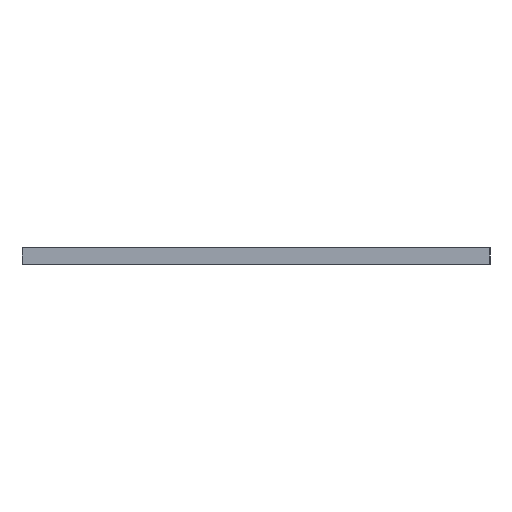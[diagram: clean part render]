
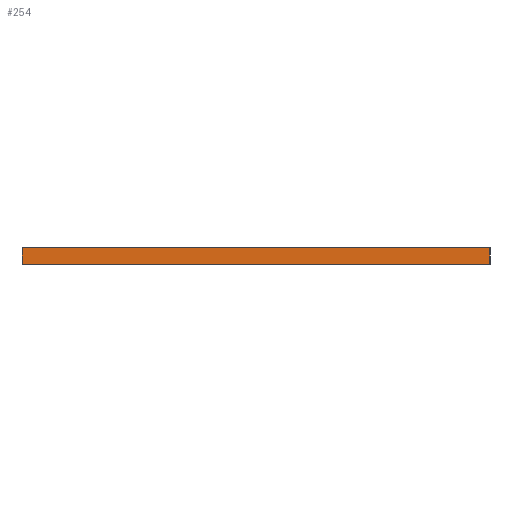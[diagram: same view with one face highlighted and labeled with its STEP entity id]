
A CAD part, left-side view. The second image highlights one B-rep face of the part: STEP entity #254.
In plain terms, the highlighted planar face has unit normal (-1, 0, 0).
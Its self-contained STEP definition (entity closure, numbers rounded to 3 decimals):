
#182 = EDGE_CURVE ( 'NONE', #2031, #2063, #3276, .T. ) ;
#220 = AXIS2_PLACEMENT_3D ( 'NONE', #3090, #3713, #290 ) ;
#233 = DIRECTION ( 'NONE',  ( 0., -1., 0. ) ) ;
#254 = ADVANCED_FACE ( 'NONE', ( #3973 ), #2485, .F. ) ;
#290 = DIRECTION ( 'NONE',  ( 0., 0., -1. ) ) ;
#447 = CARTESIAN_POINT ( 'NONE',  ( -80., -43., 3. ) ) ;
#544 = DIRECTION ( 'NONE',  ( 0., 0., -1. ) ) ;
#1049 = EDGE_LOOP ( 'NONE', ( #1404, #2478, #2706, #2437 ) ) ;
#1128 = CARTESIAN_POINT ( 'NONE',  ( -80., 43., 3. ) ) ;
#1232 = EDGE_CURVE ( 'NONE', #2472, #3267, #3766, .T. ) ;
#1381 = VECTOR ( 'NONE', #2214, 1000. ) ;
#1404 = ORIENTED_EDGE ( 'NONE', *, *, #2644, .T. ) ;
#1790 = CARTESIAN_POINT ( 'NONE',  ( -80., 43., 3. ) ) ;
#1850 = VECTOR ( 'NONE', #233, 1000. ) ;
#1950 = LINE ( 'NONE', #3182, #1381 ) ;
#1972 = VECTOR ( 'NONE', #3459, 1000. ) ;
#2031 = VERTEX_POINT ( 'NONE', #1128 ) ;
#2063 = VERTEX_POINT ( 'NONE', #3286 ) ;
#2214 = DIRECTION ( 'NONE',  ( 0., -1., 0. ) ) ;
#2329 = EDGE_CURVE ( 'NONE', #2031, #2472, #1950, .T. ) ;
#2389 = LINE ( 'NONE', #2678, #1850 ) ;
#2437 = ORIENTED_EDGE ( 'NONE', *, *, #182, .T. ) ;
#2472 = VERTEX_POINT ( 'NONE', #447 ) ;
#2478 = ORIENTED_EDGE ( 'NONE', *, *, #1232, .F. ) ;
#2485 = PLANE ( 'NONE',  #220 ) ;
#2644 = EDGE_CURVE ( 'NONE', #2063, #3267, #2389, .T. ) ;
#2678 = CARTESIAN_POINT ( 'NONE',  ( -80., -43., 0. ) ) ;
#2706 = ORIENTED_EDGE ( 'NONE', *, *, #2329, .F. ) ;
#2729 = CARTESIAN_POINT ( 'NONE',  ( -80., -43., 0. ) ) ;
#2857 = VECTOR ( 'NONE', #544, 1000. ) ;
#3090 = CARTESIAN_POINT ( 'NONE',  ( -80., -43., 3. ) ) ;
#3121 = CARTESIAN_POINT ( 'NONE',  ( -80., -43., 3. ) ) ;
#3182 = CARTESIAN_POINT ( 'NONE',  ( -80., -43., 3. ) ) ;
#3267 = VERTEX_POINT ( 'NONE', #2729 ) ;
#3276 = LINE ( 'NONE', #1790, #2857 ) ;
#3286 = CARTESIAN_POINT ( 'NONE',  ( -80., 43., 0. ) ) ;
#3459 = DIRECTION ( 'NONE',  ( 0., 0., -1. ) ) ;
#3713 = DIRECTION ( 'NONE',  ( 1., 0., 0. ) ) ;
#3766 = LINE ( 'NONE', #3121, #1972 ) ;
#3973 = FACE_OUTER_BOUND ( 'NONE', #1049, .T. ) ;
